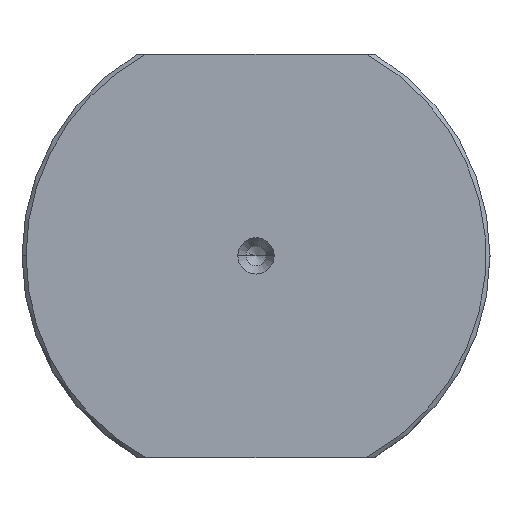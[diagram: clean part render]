
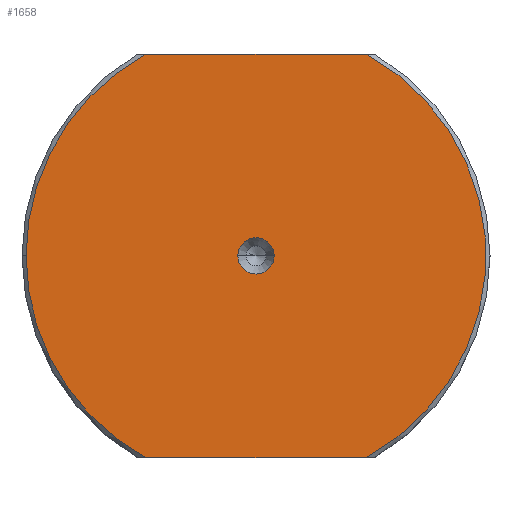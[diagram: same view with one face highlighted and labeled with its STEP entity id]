
A CAD part, top view. The second image highlights one B-rep face of the part: STEP entity #1658.
In plain terms, the highlighted planar face has unit normal (0, 0, 1).
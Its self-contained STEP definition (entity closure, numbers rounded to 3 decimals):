
#116 = VERTEX_POINT ( 'NONE', #2950 ) ;
#152 = LINE ( 'NONE', #3050, #2041 ) ;
#202 = AXIS2_PLACEMENT_3D ( 'NONE', #2953, #1702, #238 ) ;
#220 = CARTESIAN_POINT ( 'NONE',  ( -13.684, 25., 64. ) ) ;
#234 = ORIENTED_EDGE ( 'NONE', *, *, #1031, .T. ) ;
#238 = DIRECTION ( 'NONE',  ( -1., 0., 0. ) ) ;
#304 = EDGE_CURVE ( 'NONE', #116, #2957, #152, .T. ) ;
#380 = DIRECTION ( 'NONE',  ( -1., 0., 0. ) ) ;
#403 = DIRECTION ( 'NONE',  ( 0., 0., 1. ) ) ;
#481 = DIRECTION ( 'NONE',  ( 0., 0., 1. ) ) ;
#570 = CARTESIAN_POINT ( 'NONE',  ( -28.5, 0., 64. ) ) ;
#603 = CARTESIAN_POINT ( 'NONE',  ( 0., 0., 64. ) ) ;
#759 = CARTESIAN_POINT ( 'NONE',  ( 13.684, 25., 64. ) ) ;
#857 = DIRECTION ( 'NONE',  ( 0., 0., -1. ) ) ;
#894 = FACE_OUTER_BOUND ( 'NONE', #1500, .T. ) ;
#920 = EDGE_CURVE ( 'NONE', #3177, #2793, #1753, .T. ) ;
#948 = ORIENTED_EDGE ( 'NONE', *, *, #920, .T. ) ;
#957 = AXIS2_PLACEMENT_3D ( 'NONE', #603, #857, #3030 ) ;
#987 = CARTESIAN_POINT ( 'NONE',  ( 0., 0., 64. ) ) ;
#1031 = EDGE_CURVE ( 'NONE', #2793, #1132, #1264, .T. ) ;
#1059 = VERTEX_POINT ( 'NONE', #2770 ) ;
#1113 = EDGE_CURVE ( 'NONE', #1059, #1834, #3149, .T. ) ;
#1132 = VERTEX_POINT ( 'NONE', #570 ) ;
#1264 = CIRCLE ( 'NONE', #1596, 28.5 ) ;
#1456 = DIRECTION ( 'NONE',  ( 1., 0., 0. ) ) ;
#1475 = DIRECTION ( 'NONE',  ( -1., 0., 0. ) ) ;
#1500 = EDGE_LOOP ( 'NONE', ( #948, #234, #2120, #1931, #2438 ) ) ;
#1557 = CARTESIAN_POINT ( 'NONE',  ( 0., 0., 64. ) ) ;
#1596 = AXIS2_PLACEMENT_3D ( 'NONE', #1557, #2322, #2297 ) ;
#1600 = CARTESIAN_POINT ( 'NONE',  ( 0., 0., 64. ) ) ;
#1658 = ADVANCED_FACE ( 'NONE', ( #894, #2942 ), #3094, .T. ) ;
#1702 = DIRECTION ( 'NONE',  ( 0., 0., -1. ) ) ;
#1712 = AXIS2_PLACEMENT_3D ( 'NONE', #1600, #2094, #2871 ) ;
#1753 = LINE ( 'NONE', #3178, #2037 ) ;
#1760 = EDGE_LOOP ( 'NONE', ( #2973, #2313 ) ) ;
#1834 = VERTEX_POINT ( 'NONE', #1915 ) ;
#1915 = CARTESIAN_POINT ( 'NONE',  ( 2.25, 0., 64. ) ) ;
#1931 = ORIENTED_EDGE ( 'NONE', *, *, #304, .F. ) ;
#2037 = VECTOR ( 'NONE', #1475, 1000. ) ;
#2041 = VECTOR ( 'NONE', #380, 1000. ) ;
#2094 = DIRECTION ( 'NONE',  ( 0., 0., 1. ) ) ;
#2120 = ORIENTED_EDGE ( 'NONE', *, *, #2949, .T. ) ;
#2135 = AXIS2_PLACEMENT_3D ( 'NONE', #987, #481, #1456 ) ;
#2148 = CARTESIAN_POINT ( 'NONE',  ( -13.684, -25., 64. ) ) ;
#2297 = DIRECTION ( 'NONE',  ( 1., 0., 0. ) ) ;
#2309 = DIRECTION ( 'NONE',  ( 1., 0., 0. ) ) ;
#2313 = ORIENTED_EDGE ( 'NONE', *, *, #2982, .T. ) ;
#2322 = DIRECTION ( 'NONE',  ( 0., 0., 1. ) ) ;
#2425 = CIRCLE ( 'NONE', #1712, 28.5 ) ;
#2438 = ORIENTED_EDGE ( 'NONE', *, *, #2627, .T. ) ;
#2507 = CIRCLE ( 'NONE', #2135, 28.5 ) ;
#2593 = AXIS2_PLACEMENT_3D ( 'NONE', #2798, #403, #2309 ) ;
#2627 = EDGE_CURVE ( 'NONE', #116, #3177, #2425, .T. ) ;
#2770 = CARTESIAN_POINT ( 'NONE',  ( -2.25, 0., 64. ) ) ;
#2793 = VERTEX_POINT ( 'NONE', #220 ) ;
#2798 = CARTESIAN_POINT ( 'NONE',  ( 0., 0., 64. ) ) ;
#2864 = CIRCLE ( 'NONE', #202, 2.25 ) ;
#2871 = DIRECTION ( 'NONE',  ( 1., 0., 0. ) ) ;
#2942 = FACE_BOUND ( 'NONE', #1760, .T. ) ;
#2949 = EDGE_CURVE ( 'NONE', #1132, #2957, #2507, .T. ) ;
#2950 = CARTESIAN_POINT ( 'NONE',  ( 13.684, -25., 64. ) ) ;
#2953 = CARTESIAN_POINT ( 'NONE',  ( 0., 0., 64. ) ) ;
#2957 = VERTEX_POINT ( 'NONE', #2148 ) ;
#2973 = ORIENTED_EDGE ( 'NONE', *, *, #1113, .T. ) ;
#2982 = EDGE_CURVE ( 'NONE', #1834, #1059, #2864, .T. ) ;
#3030 = DIRECTION ( 'NONE',  ( -1., 0., 0. ) ) ;
#3050 = CARTESIAN_POINT ( 'NONE',  ( 14.697, -25., 64. ) ) ;
#3094 = PLANE ( 'NONE',  #2593 ) ;
#3149 = CIRCLE ( 'NONE', #957, 2.25 ) ;
#3177 = VERTEX_POINT ( 'NONE', #759 ) ;
#3178 = CARTESIAN_POINT ( 'NONE',  ( 14.697, 25., 64. ) ) ;
